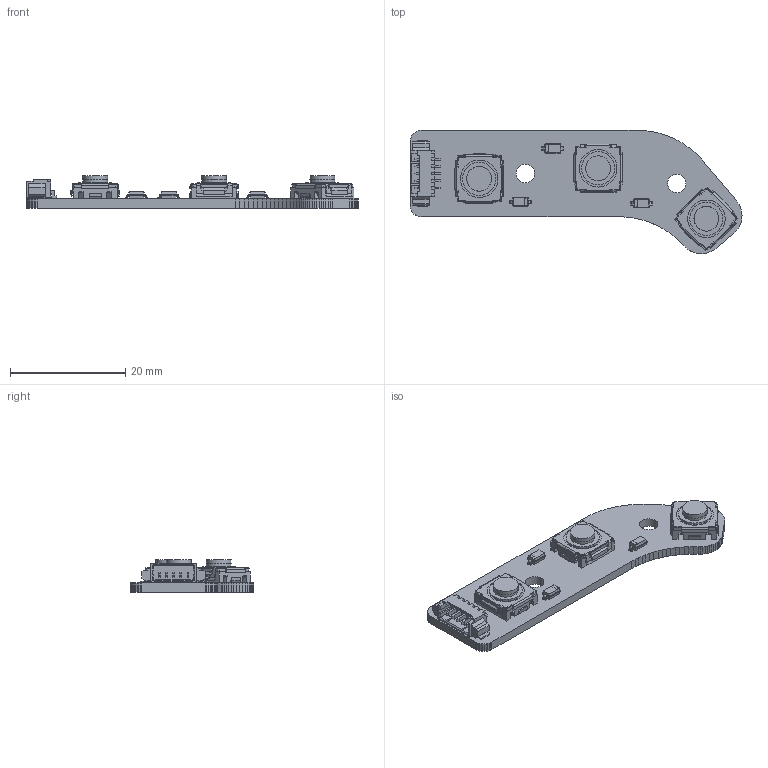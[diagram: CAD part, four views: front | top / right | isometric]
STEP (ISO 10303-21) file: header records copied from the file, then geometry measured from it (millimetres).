
FILE_DESCRIPTION(/* description */ (''),/* implementation_level */ '2;1');
FILE_NAME(/* name */ 'ENYA-SIMR-GTWL-PCTB_right.step',/* time_stamp */ '2023-06-30T16:45:55-04:00',/* author */ (''),/* organization */ (''),/* preprocessor_version */ 'ST-DEVELOPER v19.2',/* originating_system */ 'Autodesk Translation Framework v12.6.0.85',/* authorisation */ '');
FILE_SCHEMA (('AUTOMOTIVE_DESIGN { 1 0 10303 214 3 1 1 }'));
Length unit declared in the file: millimetre
Products named in the file (8): ENYA-SIMR-GTWL-PCTB_right; D_SOD-123; SOLID; 532610571; SOLID (2); SKSTAJE010; SOLID (1); ENYA-SIMR-GTWL-PCTB PCB
Assembly tree (11 placements, depth 3):
  ENYA-SIMR-GTWL-PCTB_right
    D_SOD-123  x3
      SOLID
    SKSTAJE010  x3
      SOLID (1)
    532610571
      SOLID (2)
    ENYA-SIMR-GTWL-PCTB PCB
Bounding box: 57.57 x 21.39 x 5.58 mm (x, y, z)
Volume: 1927.8 mm3; surface area: 3142.3 mm2
Topology: 8 solids, 8 shells, 1397 faces, 3679 edges, 2291 vertices
Faces by surface type: plane 1251, cylinder 146
Full cylindrical faces by diameter (mm): 3.2 x2, 4.299 x3, 4.3 x3, 5.758 x3, 6.5 x3
Entity records: 22981 total; most frequent: CARTESIAN_POINT 3984, ORIENTED_EDGE 3922, DIRECTION 3577, EDGE_CURVE 1961, LINE 1829, VECTOR 1829, VERTEX_POINT 1245, AXIS2_PLACEMENT_3D 874
